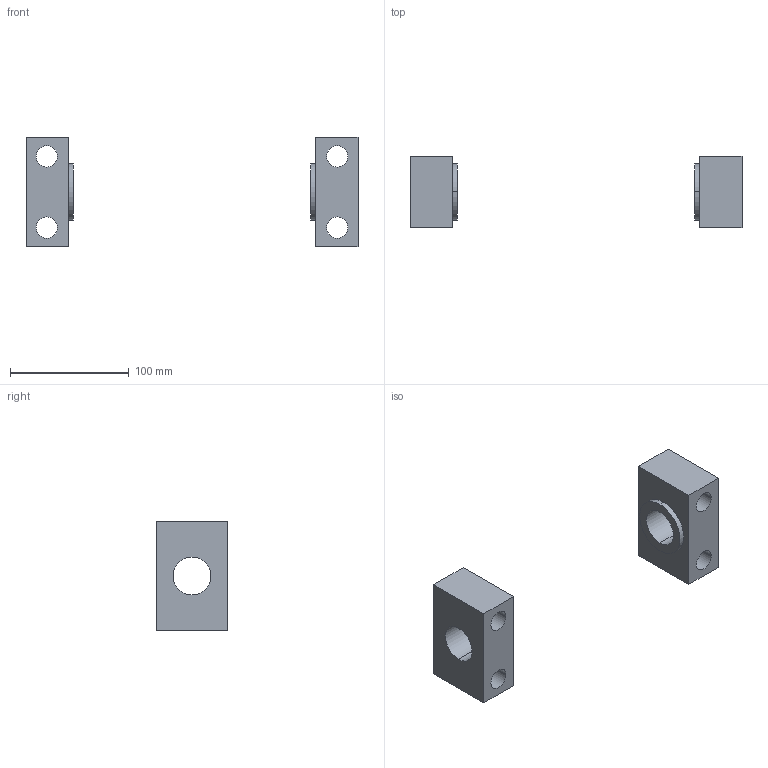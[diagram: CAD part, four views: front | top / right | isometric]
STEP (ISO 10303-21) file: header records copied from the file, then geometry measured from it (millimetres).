
FILE_DESCRIPTION(('STEP AP203'),'1');
FILE_NAME('support_n0200c.stp','2018-10-24T21:06:05',('TraceParts'),('TraceParts S.A.'),'Spatial InterOp 3D',' ',' ');
FILE_SCHEMA(('CONFIG_CONTROL_DESIGN'));
Length unit declared in the file: millimetre
Products named in the file (1): 1
Bounding box: 280 x 60 x 92 mm (x, y, z)
Volume: 263994.3 mm3; surface area: 63091.6 mm2
Topology: 2 solids, 2 shells, 42 faces, 96 edges, 64 vertices
Faces by surface type: cylinder 24, plane 18
Entity records: 1280 total; most frequent: DIRECTION 232, CARTESIAN_POINT 204, ORIENTED_EDGE 192, EDGE_CURVE 96, AXIS2_PLACEMENT_3D 92, VERTEX_POINT 64, EDGE_LOOP 60, LINE 48
